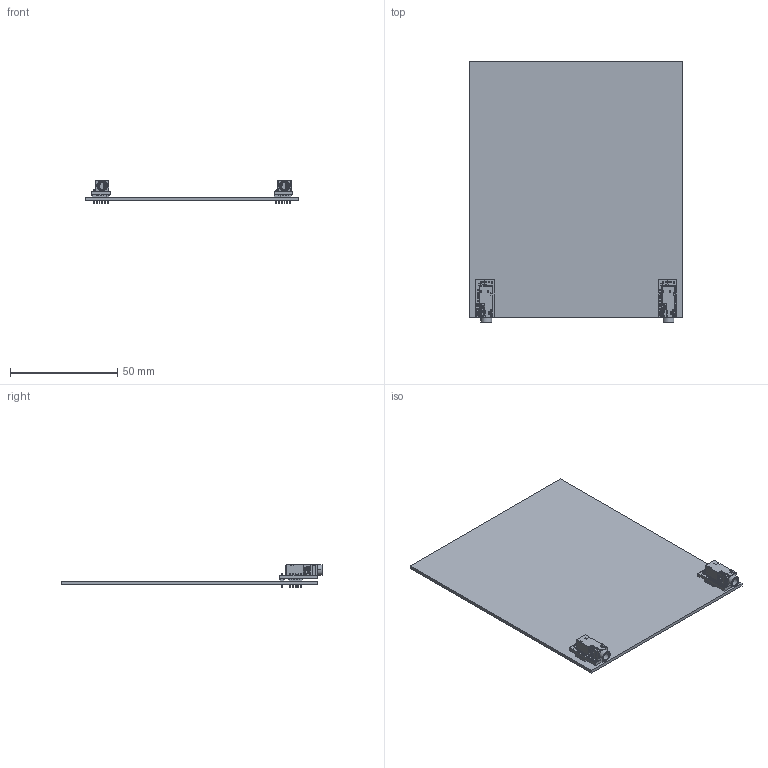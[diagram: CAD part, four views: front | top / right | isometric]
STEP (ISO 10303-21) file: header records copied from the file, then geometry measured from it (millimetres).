
FILE_DESCRIPTION(('KiCad electronic assembly'),'2;1');
FILE_NAME('Reference_SJ3-35083D-TR.step','2025-10-04T18:30:52',('Pcbnew' ),('Kicad'),'Open CASCADE STEP processor 7.6', 'KiCad to STEP converter','Unknown');
FILE_SCHEMA(('AUTOMOTIVE_DESIGN { 1 0 10303 214 1 1 1 1 }'));
Length unit declared in the file: millimetre
Products named in the file (10): Reference_SJ3-35083D-TR 1; audiojack_TH; Same_Sky_SJ3-35083B-TR; PinHeader_1x05_P1.27mm_Vertical; 50mil_SJ3-35083D-TR_breakout_silkscreen; 50mil_SJ3-35083D-TR_breakout_soldermask; 50mil_SJ3-35083D-TR_breakout_PCB; Protoboard_Noppera-boo50mil_100mmX120mm_PCB
Assembly tree (11 placements, depth 3):
  Reference_SJ3-35083D-TR 1
    audiojack_TH  x2
      Same_Sky_SJ3-35083B-TR
      PinHeader_1x05_P1.27mm_Vertical
      50mil_SJ3-35083D-TR_breakout_silkscreen
      50mil_SJ3-35083D-TR_breakout_silkscreen
      50mil_SJ3-35083D-TR_breakout_soldermask
      50mil_SJ3-35083D-TR_breakout_soldermask
      50mil_SJ3-35083D-TR_breakout_PCB
    Protoboard_Noppera-boo50mil_100mmX120mm_PCB
Bounding box: 99.6 x 121.92 x 10.71 mm (x, y, z)
Volume: 19004.7 mm3; surface area: 28237.1 mm2
Topology: 17 solids, 63 shells, 1642 faces, 5166 edges, 3594 vertices
Faces by surface type: plane 1234, cylinder 328, bspline 36, cone 22, sphere 14, torus 8
Full cylindrical faces by diameter (mm): 0.65 x40, 1.8 x4
Entity records: 26552 total; most frequent: CARTESIAN_POINT 5442, ORIENTED_EDGE 4206, DIRECTION 4181, EDGE_CURVE 2308, LINE 1715, VECTOR 1715, VERTEX_POINT 1637, AXIS2_PLACEMENT_3D 1233
